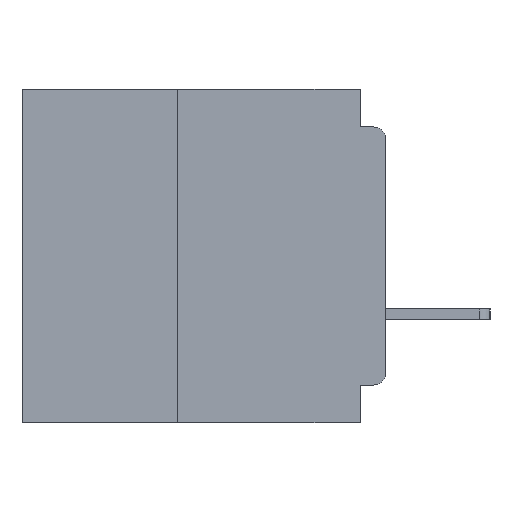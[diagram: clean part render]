
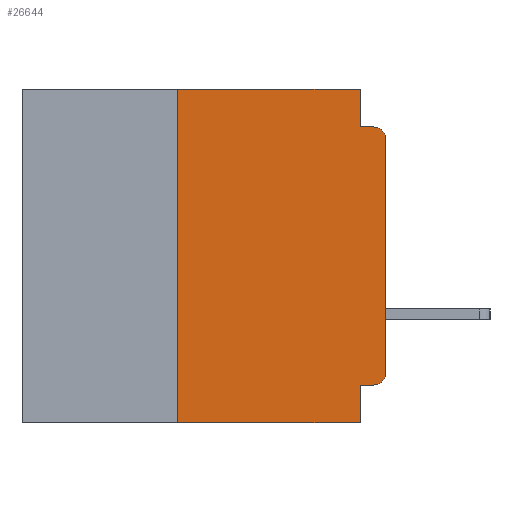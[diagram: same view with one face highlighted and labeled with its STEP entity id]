
A CAD part, left-side view. The second image highlights one B-rep face of the part: STEP entity #26644.
In plain terms, the highlighted planar face has unit normal (-1, 0, 0).
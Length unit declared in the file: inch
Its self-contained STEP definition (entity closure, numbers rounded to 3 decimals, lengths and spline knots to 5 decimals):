
#48 = VECTOR ( 'NONE', #9701, 39.37008 ) ;
#455 = DIRECTION ( 'NONE',  ( 0., -1., 0. ) ) ;
#865 = CARTESIAN_POINT ( 'NONE',  ( 0., 0.015, -0.06 ) ) ;
#1773 = VECTOR ( 'NONE', #15401, 39.37008 ) ;
#1831 = CARTESIAN_POINT ( 'NONE',  ( 0., 0.031, -0.045 ) ) ;
#2677 = LINE ( 'NONE', #12630, #14960 ) ;
#2908 = DIRECTION ( 'NONE',  ( 0., 0., 1. ) ) ;
#3771 = LINE ( 'NONE', #21208, #33921 ) ;
#3947 = CARTESIAN_POINT ( 'NONE',  ( 0., 0., -0.34 ) ) ;
#5038 = DIRECTION ( 'NONE',  ( 0., 0., -1. ) ) ;
#6468 = CARTESIAN_POINT ( 'NONE',  ( 0., 0.015, -0.045 ) ) ;
#7801 = CARTESIAN_POINT ( 'NONE',  ( 0., 0.031, -0.4 ) ) ;
#9701 = DIRECTION ( 'NONE',  ( 0., 0., 1. ) ) ;
#11267 = CARTESIAN_POINT ( 'NONE',  ( 0., 0., -0.06 ) ) ;
#11876 = VECTOR ( 'NONE', #17509, 39.37008 ) ;
#12076 = ORIENTED_EDGE ( 'NONE', *, *, #16818, .F. ) ;
#12630 = CARTESIAN_POINT ( 'NONE',  ( 0., 0.437, 0. ) ) ;
#12744 = ORIENTED_EDGE ( 'NONE', *, *, #30504, .F. ) ;
#13008 = CARTESIAN_POINT ( 'NONE',  ( 0., 0.015, -0.355 ) ) ;
#13790 = CARTESIAN_POINT ( 'NONE',  ( 0., 0.437, 0. ) ) ;
#14365 = DIRECTION ( 'NONE',  ( 0., 0., -1. ) ) ;
#14447 = VECTOR ( 'NONE', #2908, 39.37008 ) ;
#14960 = VECTOR ( 'NONE', #41079, 39.37008 ) ;
#15401 = DIRECTION ( 'NONE',  ( 0., 0., -1. ) ) ;
#15863 = CARTESIAN_POINT ( 'NONE',  ( 0., 0.015, -0.34 ) ) ;
#16186 = EDGE_CURVE ( 'NONE', #24195, #30979, #3771, .T. ) ;
#16765 = VECTOR ( 'NONE', #14365, 39.37008 ) ;
#16818 = EDGE_CURVE ( 'NONE', #30235, #20369, #45232, .T. ) ;
#17509 = DIRECTION ( 'NONE',  ( 0., 1., 0. ) ) ;
#17670 = VERTEX_POINT ( 'NONE', #13008 ) ;
#17909 = DIRECTION ( 'NONE',  ( 0., 0., -1. ) ) ;
#18361 = VERTEX_POINT ( 'NONE', #25593 ) ;
#19303 = ORIENTED_EDGE ( 'NONE', *, *, #43418, .T. ) ;
#19524 = CARTESIAN_POINT ( 'NONE',  ( 0., 0.031, -0.4 ) ) ;
#19993 = DIRECTION ( 'NONE',  ( 0., 0., -1. ) ) ;
#20369 = VERTEX_POINT ( 'NONE', #7801 ) ;
#21208 = CARTESIAN_POINT ( 'NONE',  ( 0., 0., -0.045 ) ) ;
#21731 = ORIENTED_EDGE ( 'NONE', *, *, #41724, .F. ) ;
#21981 = VERTEX_POINT ( 'NONE', #43267 ) ;
#21998 = AXIS2_PLACEMENT_3D ( 'NONE', #865, #29607, #5038 ) ;
#22692 = EDGE_CURVE ( 'NONE', #17670, #47209, #45542, .T. ) ;
#24195 = VERTEX_POINT ( 'NONE', #1831 ) ;
#24924 = DIRECTION ( 'NONE',  ( 0., -1., 0. ) ) ;
#25593 = CARTESIAN_POINT ( 'NONE',  ( 0., 0.031, 0. ) ) ;
#26644 = ADVANCED_FACE ( 'NONE', ( #38738 ), #34144, .F. ) ;
#27492 = CARTESIAN_POINT ( 'NONE',  ( 0., 0.25, -0.4 ) ) ;
#27610 = LINE ( 'NONE', #30608, #16765 ) ;
#27755 = EDGE_CURVE ( 'NONE', #21981, #20369, #48206, .T. ) ;
#28799 = VERTEX_POINT ( 'NONE', #47886 ) ;
#29607 = DIRECTION ( 'NONE',  ( -1., 0., 0. ) ) ;
#29818 = CARTESIAN_POINT ( 'NONE',  ( 0., 0., -0.355 ) ) ;
#29852 = CARTESIAN_POINT ( 'NONE',  ( 0., 0.031, -0.355 ) ) ;
#30235 = VERTEX_POINT ( 'NONE', #29852 ) ;
#30504 = EDGE_CURVE ( 'NONE', #21981, #28799, #34868, .T. ) ;
#30608 = CARTESIAN_POINT ( 'NONE',  ( 0., 0.031, 0. ) ) ;
#30979 = VERTEX_POINT ( 'NONE', #6468 ) ;
#31857 = ORIENTED_EDGE ( 'NONE', *, *, #27755, .T. ) ;
#31923 = AXIS2_PLACEMENT_3D ( 'NONE', #15863, #44308, #19993 ) ;
#32004 = ORIENTED_EDGE ( 'NONE', *, *, #40490, .F. ) ;
#32307 = LINE ( 'NONE', #29818, #11876 ) ;
#33047 = ORIENTED_EDGE ( 'NONE', *, *, #33224, .F. ) ;
#33224 = EDGE_CURVE ( 'NONE', #18361, #24195, #27610, .T. ) ;
#33921 = VECTOR ( 'NONE', #455, 39.37008 ) ;
#34113 = LINE ( 'NONE', #50272, #48 ) ;
#34144 = PLANE ( 'NONE',  #35836 ) ;
#34868 = LINE ( 'NONE', #27492, #14447 ) ;
#35836 = AXIS2_PLACEMENT_3D ( 'NONE', #13790, #42241, #17909 ) ;
#36168 = VECTOR ( 'NONE', #24924, 39.37008 ) ;
#36246 = VERTEX_POINT ( 'NONE', #11267 ) ;
#36335 = EDGE_CURVE ( 'NONE', #36246, #30979, #38310, .T. ) ;
#38310 = CIRCLE ( 'NONE', #21998, 0.015 ) ;
#38738 = FACE_OUTER_BOUND ( 'NONE', #43400, .T. ) ;
#40490 = EDGE_CURVE ( 'NONE', #28799, #18361, #2677, .T. ) ;
#41048 = ORIENTED_EDGE ( 'NONE', *, *, #16186, .F. ) ;
#41079 = DIRECTION ( 'NONE',  ( 0., -1., 0. ) ) ;
#41724 = EDGE_CURVE ( 'NONE', #17670, #30235, #32307, .T. ) ;
#42241 = DIRECTION ( 'NONE',  ( 1., 0., 0. ) ) ;
#43267 = CARTESIAN_POINT ( 'NONE',  ( 0., 0.25, -0.4 ) ) ;
#43400 = EDGE_LOOP ( 'NONE', ( #19303, #48831, #41048, #33047, #32004, #12744, #31857, #12076, #21731, #47276 ) ) ;
#43418 = EDGE_CURVE ( 'NONE', #47209, #36246, #34113, .T. ) ;
#44308 = DIRECTION ( 'NONE',  ( -1., 0., 0. ) ) ;
#45232 = LINE ( 'NONE', #19524, #1773 ) ;
#45542 = CIRCLE ( 'NONE', #31923, 0.015 ) ;
#47209 = VERTEX_POINT ( 'NONE', #3947 ) ;
#47276 = ORIENTED_EDGE ( 'NONE', *, *, #22692, .T. ) ;
#47886 = CARTESIAN_POINT ( 'NONE',  ( 0., 0.25, 0. ) ) ;
#48206 = LINE ( 'NONE', #49256, #36168 ) ;
#48831 = ORIENTED_EDGE ( 'NONE', *, *, #36335, .T. ) ;
#49256 = CARTESIAN_POINT ( 'NONE',  ( 0., 0.437, -0.4 ) ) ;
#50272 = CARTESIAN_POINT ( 'NONE',  ( 0., 0., 0. ) ) ;
